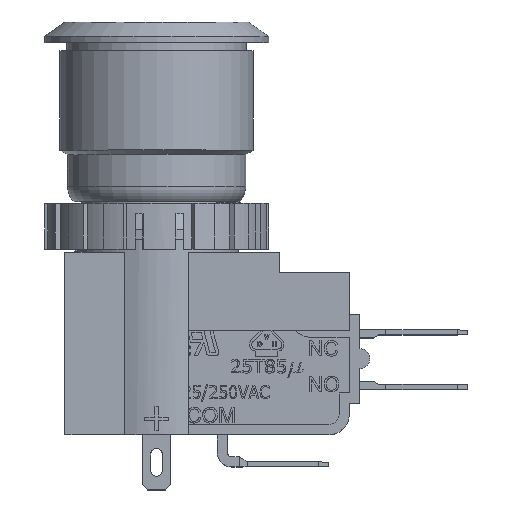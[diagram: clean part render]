
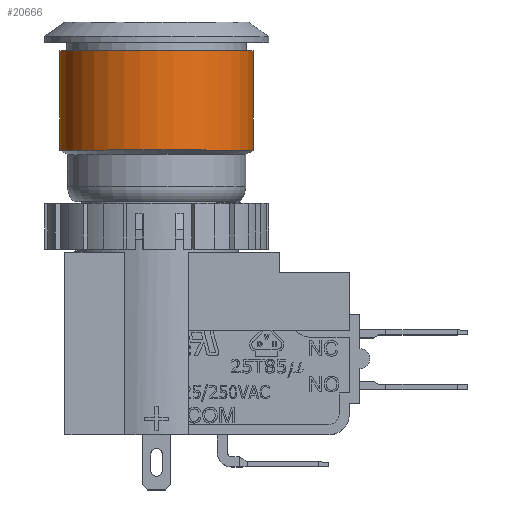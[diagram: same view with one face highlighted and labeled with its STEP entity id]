
A CAD part, top view. The second image highlights one B-rep face of the part: STEP entity #20666.
In plain terms, the highlighted cylindrical face has radius 9.5 mm (diameter 19 mm), a full revolution.
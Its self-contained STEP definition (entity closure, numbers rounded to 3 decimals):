
#812=CYLINDRICAL_SURFACE('',#21898,9.5);
#1238=CIRCLE('',#21894,9.5);
#1239=CIRCLE('',#21895,9.5);
#1242=CIRCLE('',#21899,9.5);
#1243=CIRCLE('',#21900,9.5);
#2302=FACE_OUTER_BOUND('',#3453,.T.);
#3453=EDGE_LOOP('',(#18697,#18698,#18699,#18700,#18701,#18702));
#5648=LINE('',#36410,#7855);
#7855=VECTOR('',#26484,9.5);
#9820=VERTEX_POINT('',#36397);
#9821=VERTEX_POINT('',#36398);
#9824=VERTEX_POINT('',#36407);
#9825=VERTEX_POINT('',#36408);
#12791=EDGE_CURVE('',#9820,#9821,#1238,.T.);
#12792=EDGE_CURVE('',#9821,#9820,#1239,.T.);
#12796=EDGE_CURVE('',#9824,#9825,#1242,.T.);
#12797=EDGE_CURVE('',#9825,#9821,#5648,.T.);
#12798=EDGE_CURVE('',#9825,#9824,#1243,.T.);
#18697=ORIENTED_EDGE('',*,*,#12796,.T.);
#18698=ORIENTED_EDGE('',*,*,#12797,.T.);
#18699=ORIENTED_EDGE('',*,*,#12791,.F.);
#18700=ORIENTED_EDGE('',*,*,#12792,.F.);
#18701=ORIENTED_EDGE('',*,*,#12797,.F.);
#18702=ORIENTED_EDGE('',*,*,#12798,.T.);
#20666=ADVANCED_FACE('',(#2302),#812,.T.);
#21894=AXIS2_PLACEMENT_3D('',#36399,#26471,#26472);
#21895=AXIS2_PLACEMENT_3D('',#36400,#26473,#26474);
#21898=AXIS2_PLACEMENT_3D('',#36406,#26480,#26481);
#21899=AXIS2_PLACEMENT_3D('',#36409,#26482,#26483);
#21900=AXIS2_PLACEMENT_3D('',#36411,#26485,#26486);
#26471=DIRECTION('center_axis',(0.,-1.,0.));
#26472=DIRECTION('ref_axis',(-1.,0.,0.));
#26473=DIRECTION('center_axis',(0.,-1.,0.));
#26474=DIRECTION('ref_axis',(-1.,0.,0.));
#26480=DIRECTION('center_axis',(0.,1.,0.));
#26481=DIRECTION('ref_axis',(1.,0.,0.));
#26482=DIRECTION('center_axis',(0.,-1.,0.));
#26483=DIRECTION('ref_axis',(1.,0.,0.));
#26484=DIRECTION('',(0.,-1.,0.));
#26485=DIRECTION('center_axis',(0.,-1.,0.));
#26486=DIRECTION('ref_axis',(1.,0.,0.));
#36397=CARTESIAN_POINT('',(-10.4,20.465,5.15));
#36398=CARTESIAN_POINT('',(-29.4,20.465,5.15));
#36399=CARTESIAN_POINT('Origin',(-19.9,20.465,5.15));
#36400=CARTESIAN_POINT('Origin',(-19.9,20.465,5.15));
#36406=CARTESIAN_POINT('Origin',(-19.9,25.525,5.15));
#36407=CARTESIAN_POINT('',(-10.4,30.225,5.15));
#36408=CARTESIAN_POINT('',(-29.4,30.225,5.15));
#36409=CARTESIAN_POINT('Origin',(-19.9,30.225,5.15));
#36410=CARTESIAN_POINT('',(-29.4,25.525,5.15));
#36411=CARTESIAN_POINT('Origin',(-19.9,30.225,5.15));
